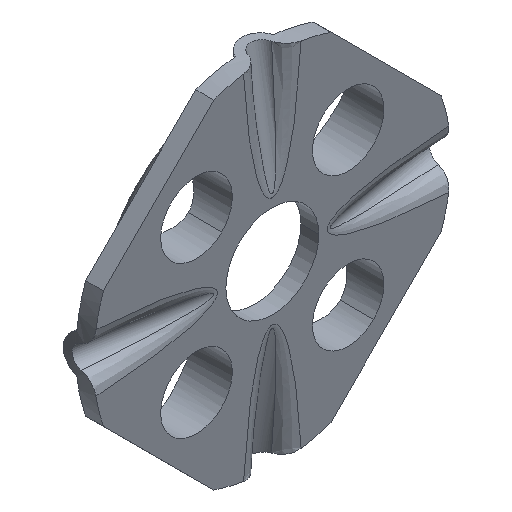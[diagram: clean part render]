
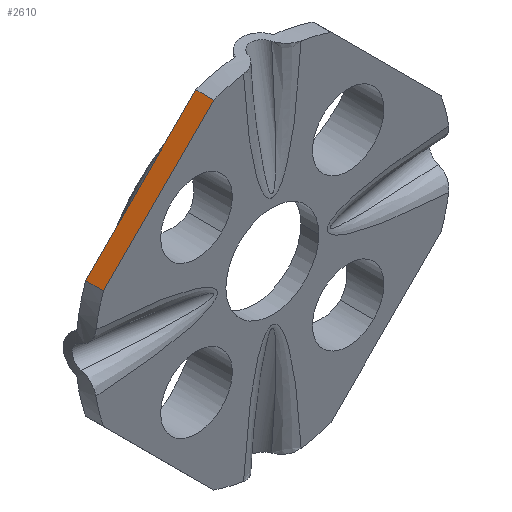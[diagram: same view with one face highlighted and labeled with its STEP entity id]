
A CAD part, isometric view. The second image highlights one B-rep face of the part: STEP entity #2610.
In plain terms, the highlighted face is planar.
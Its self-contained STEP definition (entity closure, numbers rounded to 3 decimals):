
#2220=CARTESIAN_POINT('',(-167.45,-32.1,-31.5));
#2230=DIRECTION('',(1.,0.,-0.));
#2240=DIRECTION('',(0.,0.,1.));
#2250=AXIS2_PLACEMENT_3D('',#2220,#2230,#2240);
#2260=PLANE('',#2250);
#2270=CARTESIAN_POINT('',(-167.45,-28.875,
-18.31));
#2280=DIRECTION('',(0.,0.,-1.));
#2290=VECTOR('',#2280,1.);
#2300=LINE('',#2270,#2290);
#2310=CARTESIAN_POINT('',(-167.45,-28.875,
-16.821));
#2320=VERTEX_POINT('',#2310);
#2330=CARTESIAN_POINT('',(-167.45,-28.875,
-21.179));
#2340=VERTEX_POINT('',#2330);
#2350=EDGE_CURVE('',#2320,#2340,#2300,.T.);
#2360=ORIENTED_EDGE('',*,*,#2350,.T.);
#2370=CARTESIAN_POINT('',(-167.45,-29.125,
-16.821));
#2380=DIRECTION('',(0.,1.,0.));
#2390=VECTOR('',#2380,1.);
#2400=LINE('',#2370,#2390);
#2410=CARTESIAN_POINT('',(-167.45,-29.375,
-16.821));
#2420=VERTEX_POINT('',#2410);
#2430=EDGE_CURVE('',#2420,#2320,#2400,.T.);
#2440=ORIENTED_EDGE('',*,*,#2430,.T.);
#2450=CARTESIAN_POINT('',(-167.45,-29.375,
-18.31));
#2460=DIRECTION('',(0.,0.,-1.));
#2470=VECTOR('',#2460,1.);
#2480=LINE('',#2450,#2470);
#2490=CARTESIAN_POINT('',(-167.45,-29.375,
-21.179));
#2500=VERTEX_POINT('',#2490);
#2510=EDGE_CURVE('',#2420,#2500,#2480,.T.);
#2520=ORIENTED_EDGE('',*,*,#2510,.F.);
#2530=CARTESIAN_POINT('',(-167.45,-29.125,
-21.179));
#2540=DIRECTION('',(0.,1.,0.));
#2550=VECTOR('',#2540,1.);
#2560=LINE('',#2530,#2550);
#2570=EDGE_CURVE('',#2500,#2340,#2560,.T.);
#2580=ORIENTED_EDGE('',*,*,#2570,.F.);
#2590=EDGE_LOOP('',(#2580,#2520,#2440,#2360));
#2600=FACE_OUTER_BOUND('',#2590,.T.);
#2610=ADVANCED_FACE('',(#2600),#2260,.F.);
